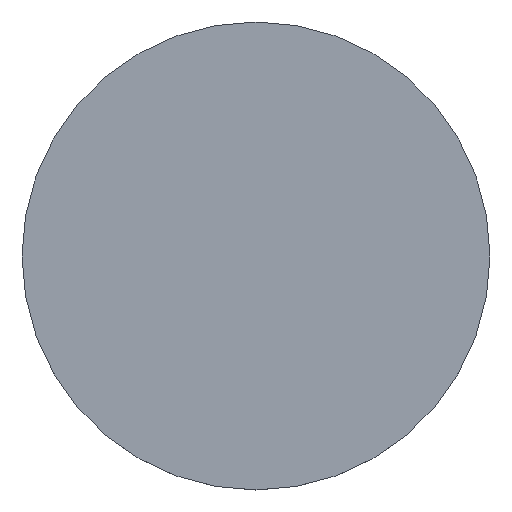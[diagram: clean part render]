
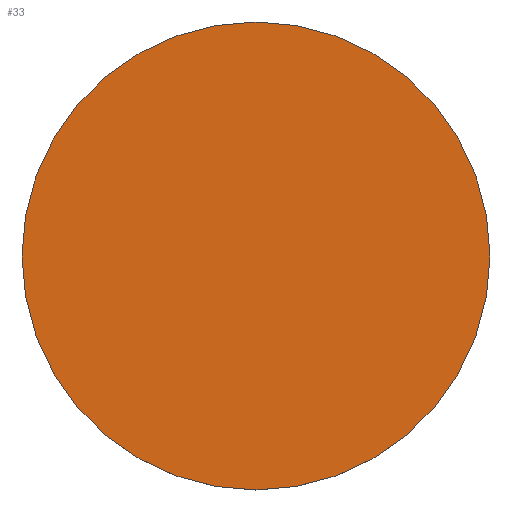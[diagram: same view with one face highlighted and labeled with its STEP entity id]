
A CAD part, top view. The second image highlights one B-rep face of the part: STEP entity #33.
In plain terms, the highlighted planar face has unit normal (0, 0, 1).
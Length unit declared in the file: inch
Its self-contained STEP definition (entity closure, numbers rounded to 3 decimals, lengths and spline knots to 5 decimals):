
#7 = CARTESIAN_POINT ( 'NONE',  ( -0.9825, 0., 0.0625 ) ) ;
#12 = EDGE_CURVE ( 'NONE', #103, #44, #127, .T. ) ;
#18 = AXIS2_PLACEMENT_3D ( 'NONE', #77, #81, #108 ) ;
#19 = CARTESIAN_POINT ( 'NONE',  ( 0., 0., 0.0625 ) ) ;
#25 = DIRECTION ( 'NONE',  ( 1., 0., 0. ) ) ;
#33 = ADVANCED_FACE ( 'NONE', ( #115 ), #59, .T. ) ;
#35 = CARTESIAN_POINT ( 'NONE',  ( 0., 0., 0.0625 ) ) ;
#44 = VERTEX_POINT ( 'NONE', #7 ) ;
#51 = AXIS2_PLACEMENT_3D ( 'NONE', #19, #82, #25 ) ;
#54 = AXIS2_PLACEMENT_3D ( 'NONE', #35, #130, #62 ) ;
#57 = EDGE_CURVE ( 'NONE', #44, #103, #58, .T. ) ;
#58 = CIRCLE ( 'NONE', #51, 0.9825 ) ;
#59 = PLANE ( 'NONE',  #54 ) ;
#62 = DIRECTION ( 'NONE',  ( 1., 0., 0. ) ) ;
#63 = CARTESIAN_POINT ( 'NONE',  ( 0.9825, 0., 0.0625 ) ) ;
#77 = CARTESIAN_POINT ( 'NONE',  ( 0., 0., 0.0625 ) ) ;
#78 = ORIENTED_EDGE ( 'NONE', *, *, #12, .T. ) ;
#81 = DIRECTION ( 'NONE',  ( 0., 0., 1. ) ) ;
#82 = DIRECTION ( 'NONE',  ( 0., 0., 1. ) ) ;
#92 = ORIENTED_EDGE ( 'NONE', *, *, #57, .T. ) ;
#103 = VERTEX_POINT ( 'NONE', #63 ) ;
#108 = DIRECTION ( 'NONE',  ( 1., 0., 0. ) ) ;
#113 = EDGE_LOOP ( 'NONE', ( #92, #78 ) ) ;
#115 = FACE_OUTER_BOUND ( 'NONE', #113, .T. ) ;
#127 = CIRCLE ( 'NONE', #18, 0.9825 ) ;
#130 = DIRECTION ( 'NONE',  ( 0., 0., 1. ) ) ;
